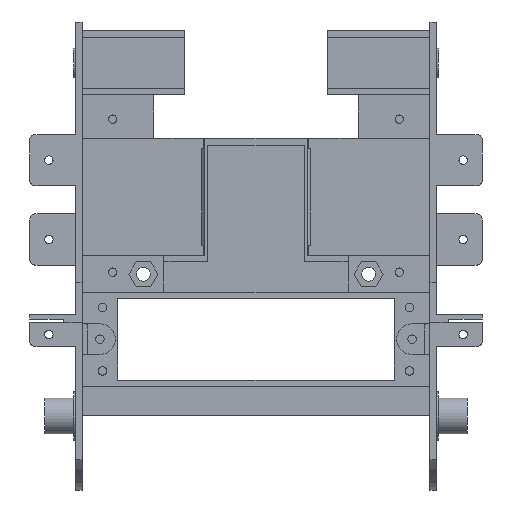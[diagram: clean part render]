
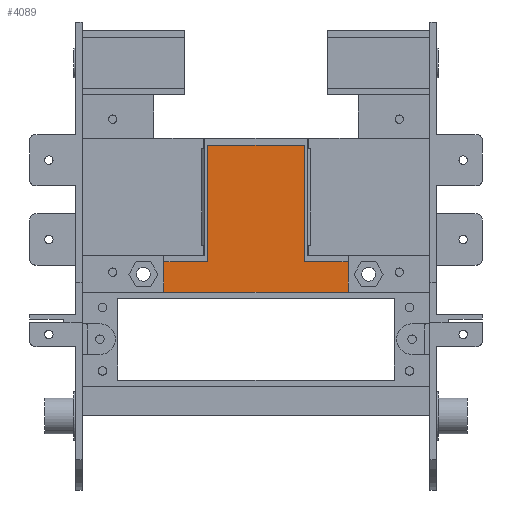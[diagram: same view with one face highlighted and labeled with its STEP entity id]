
A CAD part, front view. The second image highlights one B-rep face of the part: STEP entity #4089.
In plain terms, the highlighted planar face has unit normal (0, -1, 0).
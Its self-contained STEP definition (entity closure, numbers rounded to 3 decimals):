
#351 = CARTESIAN_POINT ( 'NONE',  ( 44.65, 13., -4.35 ) ) ;
#609 = EDGE_CURVE ( 'NONE', #7030, #13011, #10702, .T. ) ;
#635 = ORIENTED_EDGE ( 'NONE', *, *, #609, .F. ) ;
#738 = ORIENTED_EDGE ( 'NONE', *, *, #3322, .F. ) ;
#1175 = CARTESIAN_POINT ( 'NONE',  ( 25.75, 13., -4.35 ) ) ;
#1195 = EDGE_CURVE ( 'NONE', #6399, #13011, #1558, .T. ) ;
#1328 = VERTEX_POINT ( 'NONE', #10139 ) ;
#1424 = DIRECTION ( 'NONE',  ( 0., 0., 1. ) ) ;
#1458 = VECTOR ( 'NONE', #11333, 1000. ) ;
#1558 = LINE ( 'NONE', #3790, #8901 ) ;
#1559 = CARTESIAN_POINT ( 'NONE',  ( 25.75, 13., 18.4 ) ) ;
#1744 = ORIENTED_EDGE ( 'NONE', *, *, #1195, .T. ) ;
#1929 = EDGE_LOOP ( 'NONE', ( #738, #5072, #12755, #1744, #635, #4344, #9945, #9047 ) ) ;
#1949 = VERTEX_POINT ( 'NONE', #9140 ) ;
#2062 = CARTESIAN_POINT ( 'NONE',  ( 53.2, 13., -4.35 ) ) ;
#2218 = DIRECTION ( 'NONE',  ( 1., 0., 0. ) ) ;
#2517 = DIRECTION ( 'NONE',  ( 0., 0., 1. ) ) ;
#2689 = DIRECTION ( 'NONE',  ( 0., 0., 1. ) ) ;
#3043 = AXIS2_PLACEMENT_3D ( 'NONE', #8391, #12535, #4466 ) ;
#3235 = CARTESIAN_POINT ( 'NONE',  ( 53.2, 13., -4.35 ) ) ;
#3247 = VECTOR ( 'NONE', #11657, 1000. ) ;
#3322 = EDGE_CURVE ( 'NONE', #1949, #8094, #13040, .T. ) ;
#3504 = CARTESIAN_POINT ( 'NONE',  ( 25.75, 13., 18.4 ) ) ;
#3540 = LINE ( 'NONE', #5691, #4689 ) ;
#3790 = CARTESIAN_POINT ( 'NONE',  ( 44.65, 13., -4.35 ) ) ;
#4089 = ADVANCED_FACE ( 'NONE', ( #13029 ), #11589, .T. ) ;
#4165 = VECTOR ( 'NONE', #7846, 1000. ) ;
#4344 = ORIENTED_EDGE ( 'NONE', *, *, #11270, .F. ) ;
#4466 = DIRECTION ( 'NONE',  ( 0., 0., -1. ) ) ;
#4689 = VECTOR ( 'NONE', #6762, 1000. ) ;
#4980 = EDGE_CURVE ( 'NONE', #1949, #11944, #9953, .T. ) ;
#5072 = ORIENTED_EDGE ( 'NONE', *, *, #4980, .T. ) ;
#5302 = EDGE_CURVE ( 'NONE', #11944, #6399, #7843, .T. ) ;
#5691 = CARTESIAN_POINT ( 'NONE',  ( 17.2, 13., -3.15 ) ) ;
#6065 = VERTEX_POINT ( 'NONE', #10973 ) ;
#6399 = VERTEX_POINT ( 'NONE', #351 ) ;
#6762 = DIRECTION ( 'NONE',  ( 0., 0., 1. ) ) ;
#7030 = VERTEX_POINT ( 'NONE', #3504 ) ;
#7481 = CARTESIAN_POINT ( 'NONE',  ( 35.2, 13., -10.3 ) ) ;
#7843 = LINE ( 'NONE', #2062, #1458 ) ;
#7846 = DIRECTION ( 'NONE',  ( 1., 0., 0. ) ) ;
#8094 = VERTEX_POINT ( 'NONE', #10506 ) ;
#8254 = CARTESIAN_POINT ( 'NONE',  ( 44.65, 13., 18.4 ) ) ;
#8391 = CARTESIAN_POINT ( 'NONE',  ( 1.2, 13., 12.591 ) ) ;
#8476 = CARTESIAN_POINT ( 'NONE',  ( 17.2, 13., -4.35 ) ) ;
#8484 = VECTOR ( 'NONE', #2517, 1000. ) ;
#8552 = CARTESIAN_POINT ( 'NONE',  ( 53.2, 13., -3.15 ) ) ;
#8901 = VECTOR ( 'NONE', #2689, 1000. ) ;
#9047 = ORIENTED_EDGE ( 'NONE', *, *, #12657, .F. ) ;
#9140 = CARTESIAN_POINT ( 'NONE',  ( 53.2, 13., -10.3 ) ) ;
#9945 = ORIENTED_EDGE ( 'NONE', *, *, #10652, .F. ) ;
#9953 = LINE ( 'NONE', #8552, #8484 ) ;
#10139 = CARTESIAN_POINT ( 'NONE',  ( 17.2, 13., -4.35 ) ) ;
#10214 = VECTOR ( 'NONE', #2218, 1000. ) ;
#10350 = LINE ( 'NONE', #1175, #10675 ) ;
#10506 = CARTESIAN_POINT ( 'NONE',  ( 17.2, 13., -10.3 ) ) ;
#10652 = EDGE_CURVE ( 'NONE', #1328, #6065, #12944, .T. ) ;
#10675 = VECTOR ( 'NONE', #1424, 1000. ) ;
#10702 = LINE ( 'NONE', #1559, #4165 ) ;
#10973 = CARTESIAN_POINT ( 'NONE',  ( 25.75, 13., -4.35 ) ) ;
#11270 = EDGE_CURVE ( 'NONE', #6065, #7030, #10350, .T. ) ;
#11333 = DIRECTION ( 'NONE',  ( -1., 0., 0. ) ) ;
#11589 = PLANE ( 'NONE',  #3043 ) ;
#11657 = DIRECTION ( 'NONE',  ( -1., 0., 0. ) ) ;
#11944 = VERTEX_POINT ( 'NONE', #3235 ) ;
#12535 = DIRECTION ( 'NONE',  ( 0., -1., 0. ) ) ;
#12657 = EDGE_CURVE ( 'NONE', #8094, #1328, #3540, .T. ) ;
#12755 = ORIENTED_EDGE ( 'NONE', *, *, #5302, .T. ) ;
#12944 = LINE ( 'NONE', #8476, #10214 ) ;
#13011 = VERTEX_POINT ( 'NONE', #8254 ) ;
#13029 = FACE_OUTER_BOUND ( 'NONE', #1929, .T. ) ;
#13040 = LINE ( 'NONE', #7481, #3247 ) ;
